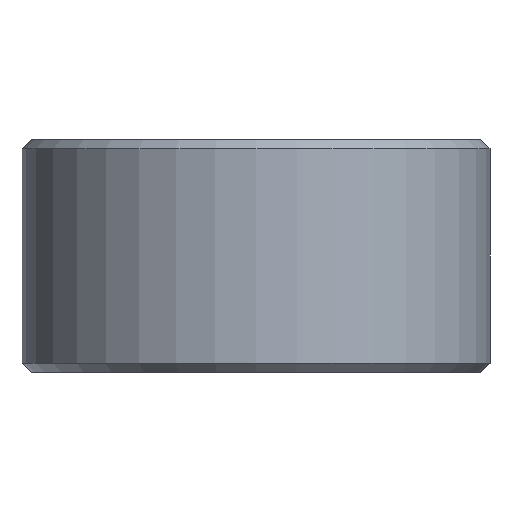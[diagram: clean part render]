
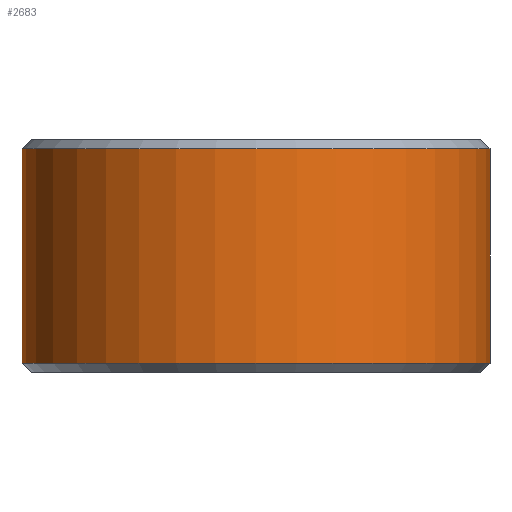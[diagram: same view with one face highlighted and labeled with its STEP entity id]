
A CAD part, left-side view. The second image highlights one B-rep face of the part: STEP entity #2683.
In plain terms, the highlighted cylindrical face has radius 25.125 mm (diameter 50.25 mm), a partial arc.
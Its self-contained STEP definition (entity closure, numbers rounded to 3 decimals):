
#63=CYLINDRICAL_SURFACE('',#3013,25.125);
#130=CIRCLE('',#2836,25.125);
#189=CIRCLE('',#2956,25.125);
#449=FACE_OUTER_BOUND('',#622,.T.);
#622=EDGE_LOOP('',(#2447,#2448,#2449,#2450));
#844=LINE('',#4678,#1074);
#859=LINE('',#4709,#1089);
#1074=VECTOR('',#3830,10.);
#1089=VECTOR('',#3877,10.);
#1189=VERTEX_POINT('',#4279);
#1191=VERTEX_POINT('',#4285);
#1276=VERTEX_POINT('',#4576);
#1278=VERTEX_POINT('',#4581);
#1477=EDGE_CURVE('',#1191,#1189,#130,.T.);
#1625=EDGE_CURVE('',#1278,#1276,#189,.T.);
#1673=EDGE_CURVE('',#1278,#1189,#844,.T.);
#1688=EDGE_CURVE('',#1276,#1191,#859,.T.);
#2447=ORIENTED_EDGE('',*,*,#1477,.F.);
#2448=ORIENTED_EDGE('',*,*,#1688,.F.);
#2449=ORIENTED_EDGE('',*,*,#1625,.F.);
#2450=ORIENTED_EDGE('',*,*,#1673,.T.);
#2683=ADVANCED_FACE('',(#449),#63,.T.);
#2836=AXIS2_PLACEMENT_3D('',#4287,#3391,#3392);
#2956=AXIS2_PLACEMENT_3D('',#4583,#3720,#3721);
#3013=AXIS2_PLACEMENT_3D('',#4708,#3875,#3876);
#3391=DIRECTION('center_axis',(0.,0.,1.));
#3392=DIRECTION('ref_axis',(-1.,0.,0.));
#3720=DIRECTION('center_axis',(0.,0.,-1.));
#3721=DIRECTION('ref_axis',(-1.,0.,0.));
#3830=DIRECTION('',(0.,0.,1.));
#3875=DIRECTION('center_axis',(0.,0.,1.));
#3876=DIRECTION('ref_axis',(-1.,0.,0.));
#3877=DIRECTION('',(0.,0.,1.));
#4279=CARTESIAN_POINT('',(0.,-25.125,24.));
#4285=CARTESIAN_POINT('',(0.,25.125,24.));
#4287=CARTESIAN_POINT('Origin',(0.,0.,24.));
#4576=CARTESIAN_POINT('',(0.,25.125,1.));
#4581=CARTESIAN_POINT('',(0.,-25.125,1.));
#4583=CARTESIAN_POINT('Origin',(0.,0.,1.));
#4678=CARTESIAN_POINT('',(0.,-25.125,0.));
#4708=CARTESIAN_POINT('Origin',(0.,0.,0.));
#4709=CARTESIAN_POINT('',(0.,25.125,0.));
